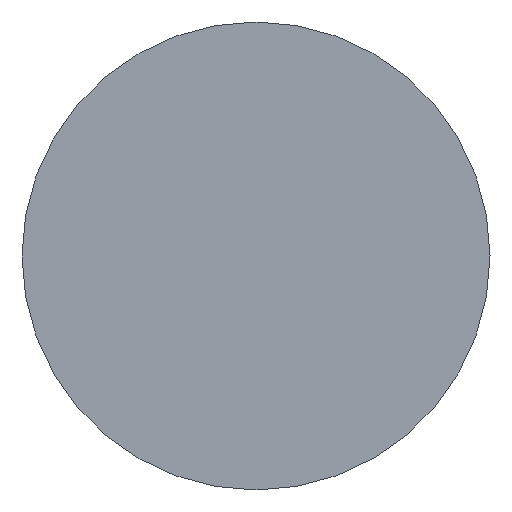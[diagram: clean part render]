
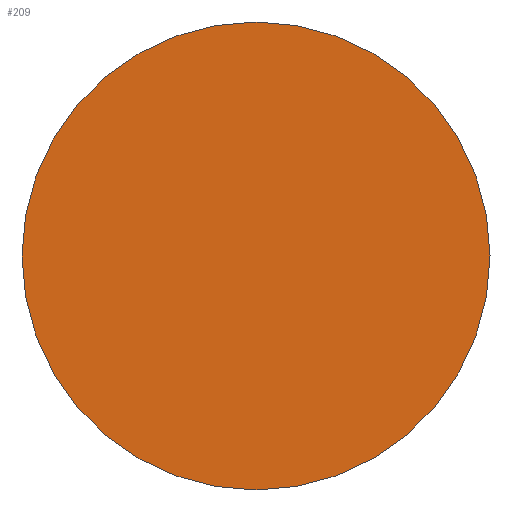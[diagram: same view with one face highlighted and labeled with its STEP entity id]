
A CAD part, front view. The second image highlights one B-rep face of the part: STEP entity #209.
In plain terms, the highlighted planar face has unit normal (0, -1, 0).
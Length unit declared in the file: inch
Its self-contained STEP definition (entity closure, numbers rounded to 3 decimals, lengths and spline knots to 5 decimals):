
#22 = DIRECTION ( 'NONE',  ( 0., 0., -1. ) ) ;
#29 = EDGE_CURVE ( 'NONE', #373, #358, #122, .T. ) ;
#34 = EDGE_CURVE ( 'NONE', #358, #373, #319, .T. ) ;
#122 = CIRCLE ( 'NONE', #194, 0.5 ) ;
#133 = PLANE ( 'NONE',  #145 ) ;
#135 = DIRECTION ( 'NONE',  ( 0., -1., 0. ) ) ;
#137 = CARTESIAN_POINT ( 'NONE',  ( 0., 0., -0.5 ) ) ;
#145 = AXIS2_PLACEMENT_3D ( 'NONE', #397, #135, #409 ) ;
#194 = AXIS2_PLACEMENT_3D ( 'NONE', #444, #341, #22 ) ;
#209 = ADVANCED_FACE ( 'NONE', ( #221 ), #133, .T. ) ;
#221 = FACE_OUTER_BOUND ( 'NONE', #226, .T. ) ;
#226 = EDGE_LOOP ( 'NONE', ( #282, #267 ) ) ;
#267 = ORIENTED_EDGE ( 'NONE', *, *, #29, .T. ) ;
#282 = ORIENTED_EDGE ( 'NONE', *, *, #34, .T. ) ;
#304 = CARTESIAN_POINT ( 'NONE',  ( 0., 0., 0. ) ) ;
#319 = CIRCLE ( 'NONE', #328, 0.5 ) ;
#327 = CARTESIAN_POINT ( 'NONE',  ( 0., 0., 0.5 ) ) ;
#328 = AXIS2_PLACEMENT_3D ( 'NONE', #304, #448, #379 ) ;
#341 = DIRECTION ( 'NONE',  ( 0., -1., 0. ) ) ;
#358 = VERTEX_POINT ( 'NONE', #137 ) ;
#373 = VERTEX_POINT ( 'NONE', #327 ) ;
#379 = DIRECTION ( 'NONE',  ( 0., 0., -1. ) ) ;
#397 = CARTESIAN_POINT ( 'NONE',  ( 0., 0., 0. ) ) ;
#409 = DIRECTION ( 'NONE',  ( 0., 0., -1. ) ) ;
#444 = CARTESIAN_POINT ( 'NONE',  ( 0., 0., 0. ) ) ;
#448 = DIRECTION ( 'NONE',  ( 0., -1., 0. ) ) ;
